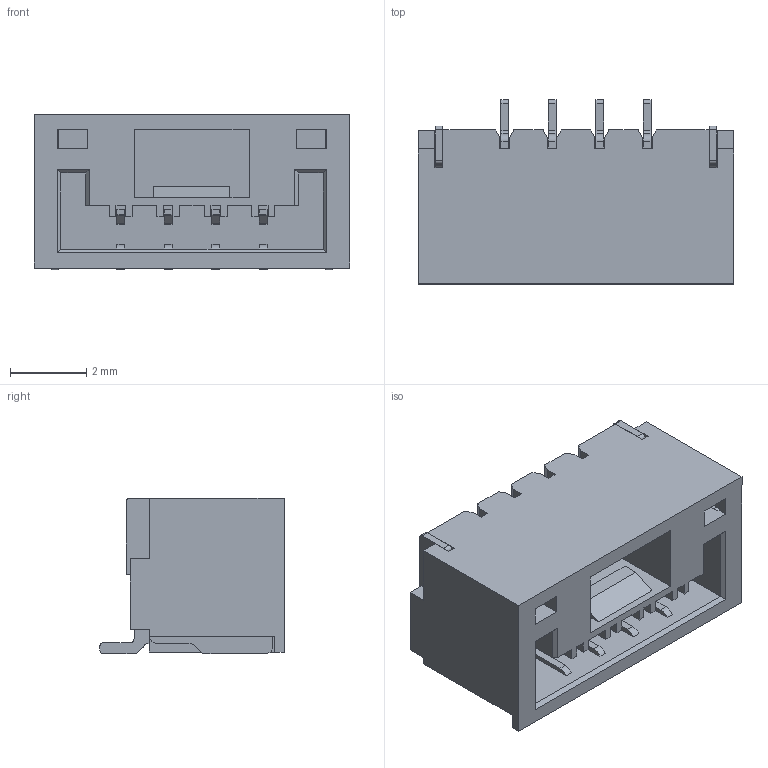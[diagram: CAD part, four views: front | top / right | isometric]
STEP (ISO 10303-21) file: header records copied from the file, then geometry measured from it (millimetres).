
FILE_DESCRIPTION (( 'STEP AP214' ), '1' );
FILE_NAME ('CONN-SMD_4P-P1.27_GH125-S04DCA-00.step', '2022-07-29T13:49:08', ( '' ), ( '' ), 'SwSTEP 2.0', 'SolidWorks 2020', '' );
FILE_SCHEMA (( 'AUTOMOTIVE_DESIGN' ));
Length unit declared in the file: millimetre
Products named in the file (1): CONN-SMD_4P-P1.27_GH125-S04DCA-00
Bounding box: 8.3 x 4.85 x 4.1 mm (x, y, z)
Volume: 79.3 mm3; surface area: 428.6 mm2
Topology: 16 solids, 16 shells, 589 faces, 1629 edges, 1084 vertices
Faces by surface type: plane 407, bspline 112, cylinder 70
Entity records: 26038 total; most frequent: CARTESIAN_POINT 5019, ORIENTED_EDGE 3258, DIRECTION 2454, EDGE_CURVE 1629, VECTOR 1218, LINE 1218, VERTEX_POINT 1084, EDGE_LOOP 625
